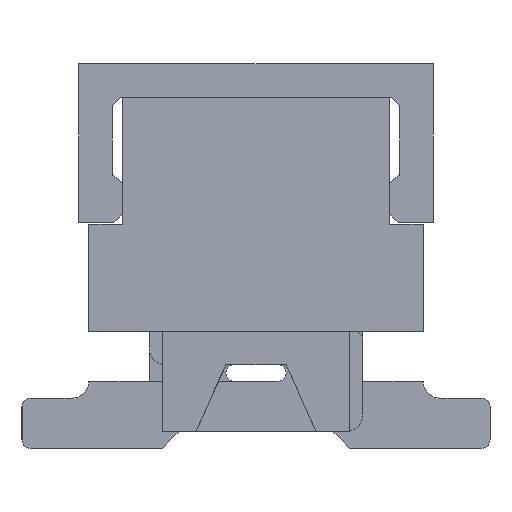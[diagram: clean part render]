
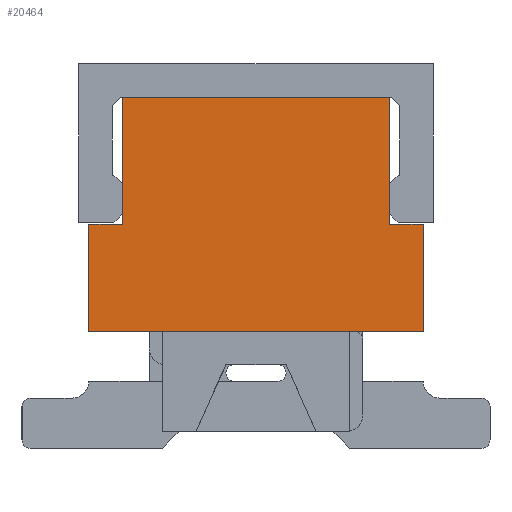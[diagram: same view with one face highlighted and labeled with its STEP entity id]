
A CAD part, left-side view. The second image highlights one B-rep face of the part: STEP entity #20464.
In plain terms, the highlighted face is planar.
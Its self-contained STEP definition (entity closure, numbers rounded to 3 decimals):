
#4602=ORIENTED_EDGE('',*,*,#8883,.F.);
#4603=ORIENTED_EDGE('',*,*,#8884,.F.);
#4604=ORIENTED_EDGE('',*,*,#8885,.T.);
#4605=ORIENTED_EDGE('',*,*,#8886,.T.);
#4606=ORIENTED_EDGE('',*,*,#8887,.F.);
#4607=ORIENTED_EDGE('',*,*,#8888,.T.);
#4608=ORIENTED_EDGE('',*,*,#8889,.F.);
#4609=ORIENTED_EDGE('',*,*,#8890,.F.);
#8883=EDGE_CURVE('',#11255,#11256,#13461,.T.);
#8884=EDGE_CURVE('',#11257,#11255,#13462,.T.);
#8885=EDGE_CURVE('',#11257,#11258,#13463,.T.);
#8886=EDGE_CURVE('',#11258,#11259,#13464,.T.);
#8887=EDGE_CURVE('',#11260,#11259,#13465,.T.);
#8888=EDGE_CURVE('',#11260,#11261,#13466,.T.);
#8889=EDGE_CURVE('',#11262,#11261,#13467,.T.);
#8890=EDGE_CURVE('',#11256,#11262,#13468,.T.);
#11255=VERTEX_POINT('',#32296);
#11256=VERTEX_POINT('',#32297);
#11257=VERTEX_POINT('',#32299);
#11258=VERTEX_POINT('',#32301);
#11259=VERTEX_POINT('',#32303);
#11260=VERTEX_POINT('',#32305);
#11261=VERTEX_POINT('',#32307);
#11262=VERTEX_POINT('',#32309);
#13461=LINE('',#32295,#16027);
#13462=LINE('',#32298,#16028);
#13463=LINE('',#32300,#16029);
#13464=LINE('',#32302,#16030);
#13465=LINE('',#32304,#16031);
#13466=LINE('',#32306,#16032);
#13467=LINE('',#32308,#16033);
#13468=LINE('',#32310,#16034);
#16027=VECTOR('',#26416,1000.);
#16028=VECTOR('',#26417,1000.);
#16029=VECTOR('',#26418,1000.);
#16030=VECTOR('',#26419,1000.);
#16031=VECTOR('',#26420,1000.);
#16032=VECTOR('',#26421,1000.);
#16033=VECTOR('',#26422,1000.);
#16034=VECTOR('',#26423,1000.);
#17560=EDGE_LOOP('',(#4602,#4603,#4604,#4605,#4606,#4607,#4608,#4609));
#18614=FACE_BOUND('',#17560,.T.);
#19452=PLANE('',#22046);
#20464=ADVANCED_FACE('',(#18614),#19452,.T.);
#22046=AXIS2_PLACEMENT_3D('',#32294,#26414,#26415);
#26414=DIRECTION('',(1.,0.,0.));
#26415=DIRECTION('',(0.,0.,-1.));
#26416=DIRECTION('',(0.,1.,0.));
#26417=DIRECTION('',(0.,0.,1.));
#26418=DIRECTION('',(0.,1.,0.));
#26419=DIRECTION('',(0.,0.,1.));
#26420=DIRECTION('',(0.,1.,0.));
#26421=DIRECTION('',(0.,0.,1.));
#26422=DIRECTION('',(0.,1.,0.));
#26423=DIRECTION('',(0.,0.,1.));
#32294=CARTESIAN_POINT('',(9.92,-2.5,-1.));
#32295=CARTESIAN_POINT('',(9.92,-2.5,0.6));
#32296=CARTESIAN_POINT('',(9.92,-2.5,0.6));
#32297=CARTESIAN_POINT('',(9.92,-2.,0.6));
#32298=CARTESIAN_POINT('',(9.92,-2.5,-1.));
#32299=CARTESIAN_POINT('',(9.92,-2.5,-1.));
#32300=CARTESIAN_POINT('',(9.92,-2.5,-1.));
#32301=CARTESIAN_POINT('',(9.92,2.5,-1.));
#32302=CARTESIAN_POINT('',(9.92,2.5,-1.));
#32303=CARTESIAN_POINT('',(9.92,2.5,0.6));
#32304=CARTESIAN_POINT('',(9.92,-2.5,0.6));
#32305=CARTESIAN_POINT('',(9.92,2.,0.6));
#32306=CARTESIAN_POINT('',(9.92,2.,0.6));
#32307=CARTESIAN_POINT('',(9.92,2.,2.5));
#32308=CARTESIAN_POINT('',(9.92,-2.,2.5));
#32309=CARTESIAN_POINT('',(9.92,-2.,2.5));
#32310=CARTESIAN_POINT('',(9.92,-2.,0.6));
